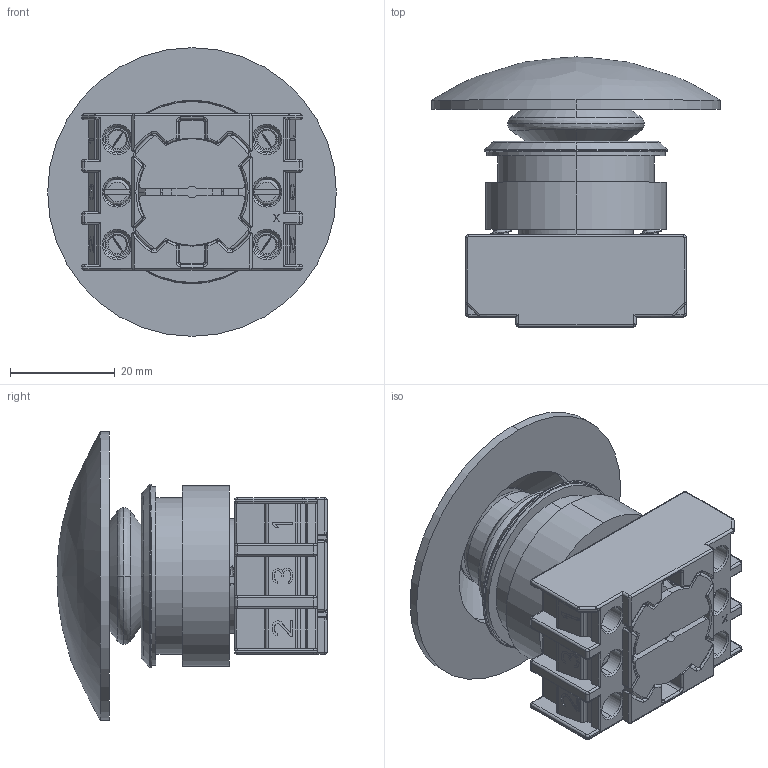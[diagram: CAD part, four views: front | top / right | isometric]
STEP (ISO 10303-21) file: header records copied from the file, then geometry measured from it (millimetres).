
FILE_DESCRIPTION (( 'STEP AP203' ), '1' );
FILE_NAME ('EDP55.VWS.step', '2020-12-14T22:24:59', ( '' ), ( '' ), 'SwSTEP 2.0', 'SolidWorks 2019', '' );
FILE_SCHEMA (( 'CONFIG_CONTROL_DESIGN' ));
Length unit declared in the file: millimetre
Products named in the file (1): EDP55.VWS
Bounding box: 55 x 51.45 x 55 mm (x, y, z)
Volume: 39128.7 mm3; surface area: 26353.4 mm2
Topology: 5 solids, 8 shells, 1491 faces, 3949 edges, 2453 vertices
Faces by surface type: plane 538, cylinder 502, bspline 277, cone 151, torus 23
Entity records: 64102 total; most frequent: CARTESIAN_POINT 29493, ORIENTED_EDGE 7818, DIRECTION 6574, EDGE_CURVE 3909, VERTEX_POINT 2453, AXIS2_PLACEMENT_3D 2325, LINE 1924, VECTOR 1924
